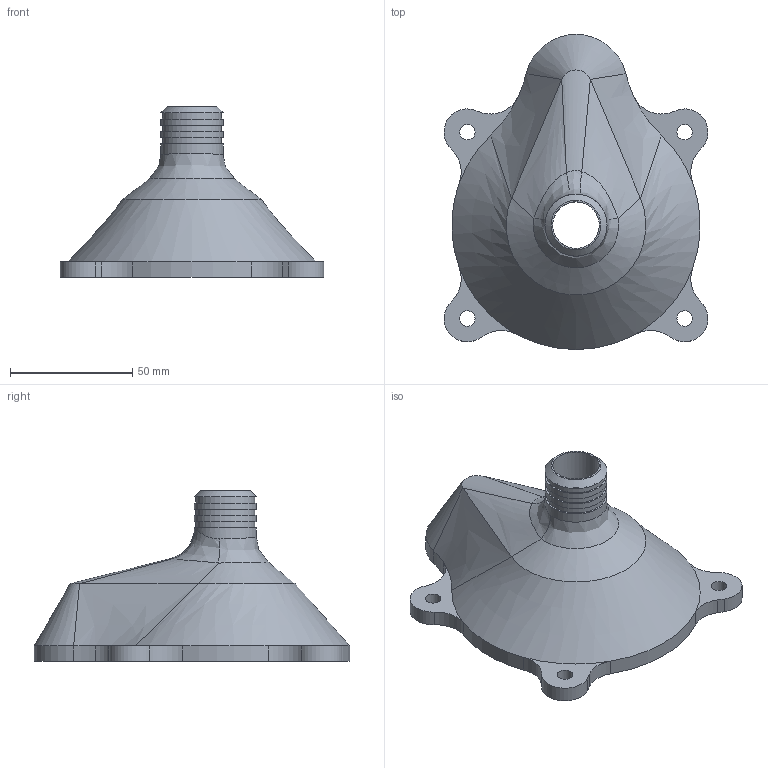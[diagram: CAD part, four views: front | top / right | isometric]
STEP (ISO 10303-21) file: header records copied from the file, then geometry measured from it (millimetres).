
FILE_DESCRIPTION(/* description */ (''),/* implementation_level */ '2;1');
FILE_NAME(/* name */ 'Mask.stp',/* time_stamp */ '2020-03-23T22:28:23-04:00',/* author */ ('emile'),/* organization */ (''),/* preprocessor_version */ 'ST-DEVELOPER v16.13',/* originating_system */ 'Autodesk Inventor 2018',/* authorisation */ '');
FILE_SCHEMA (('AUTOMOTIVE_DESIGN { 1 0 10303 214 3 1 1 }'));
Length unit declared in the file: inch
Products named in the file (1): Mask
Bounding box: 107.95 x 128.91 x 69.85 mm (x, y, z)
Volume: 50998.4 mm3; surface area: 37581.8 mm2
Topology: 1 solids, 1 shells, 75 faces, 178 edges, 111 vertices
Faces by surface type: cylinder 33, bspline 26, plane 15, cone 1
Full cylindrical faces by diameter (mm): 6.35 x4, 19.05 x1, 24.13 x3, 25.4 x3
Entity records: 4899 total; most frequent: CARTESIAN_POINT 3253, ORIENTED_EDGE 326, DIRECTION 310, EDGE_CURVE 163, AXIS2_PLACEMENT_3D 135, VERTEX_POINT 108, EDGE_LOOP 103, CIRCLE 85
